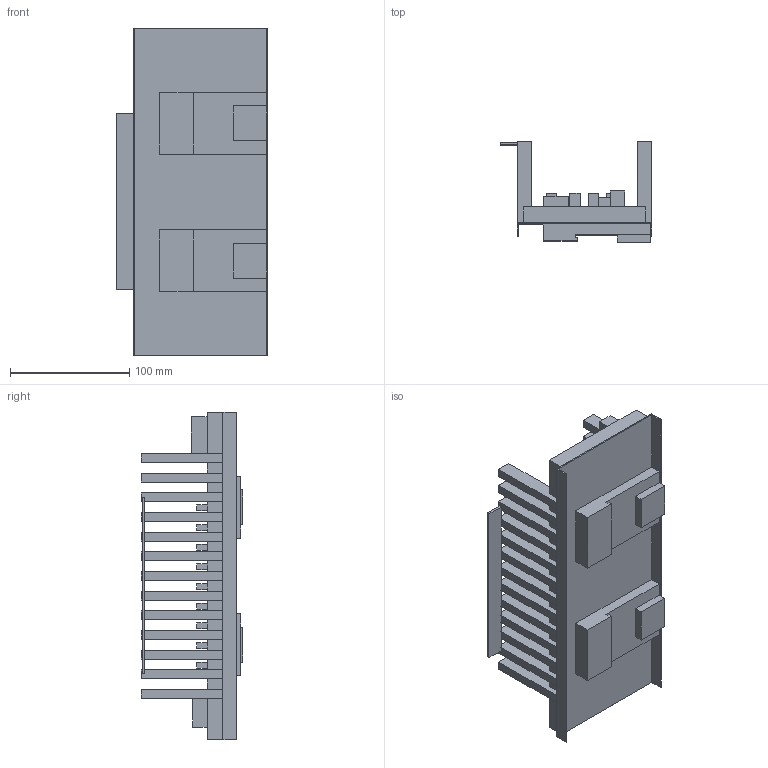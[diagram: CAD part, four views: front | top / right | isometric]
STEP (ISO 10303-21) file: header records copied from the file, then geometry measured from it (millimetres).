
FILE_DESCRIPTION((''),'2;1');
FILE_NAME('DM_CAD-5384_SW0001','2018-04-05T',('creinig-se'),(''),'PRO/ENGINEER BY PARAMETRIC TECHNOLOGY CORPORATION, 2015440','PRO/ENGINEER BY PARAMETRIC TECHNOLOGY CORPORATION, 2015440','');
FILE_SCHEMA(('CONFIG_CONTROL_DESIGN'));
Length unit declared in the file: millimetre
Products named in the file (1): DM_CAD-5384_SW0001
Bounding box: 127.42 x 85.1 x 275 mm (x, y, z)
Volume: 690604.5 mm3; surface area: 166146.6 mm2
Topology: 2 solids, 2 shells, 578 faces, 1622 edges, 1080 vertices
Faces by surface type: plane 578
Entity records: 19894 total; most frequent: CARTESIAN_POINT 3280, ORIENTED_EDGE 3244, DIRECTION 2778, VECTOR 1622, LINE 1622, EDGE_CURVE 1622, VERTEX_POINT 1080, EDGE_LOOP 610
